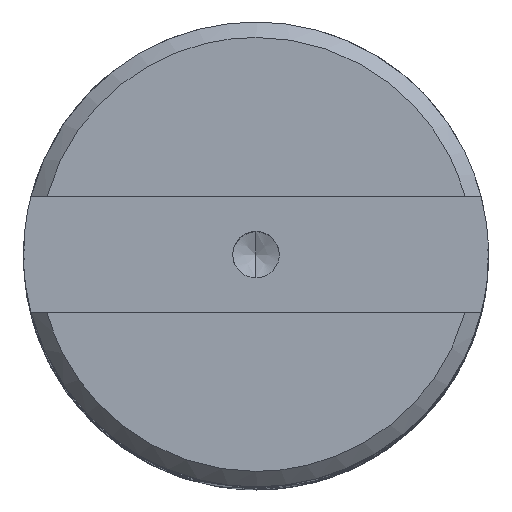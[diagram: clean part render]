
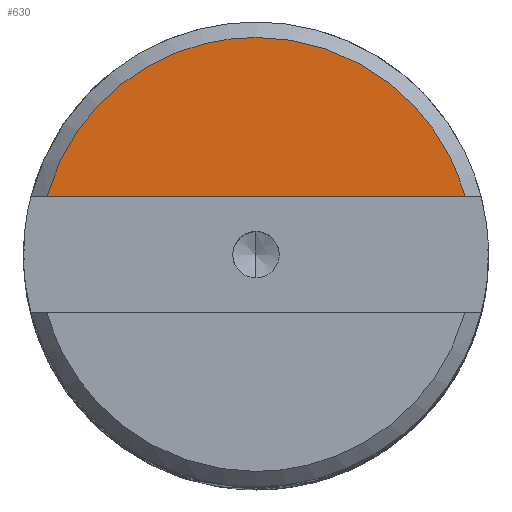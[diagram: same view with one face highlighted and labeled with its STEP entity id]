
A CAD part, top view. The second image highlights one B-rep face of the part: STEP entity #630.
In plain terms, the highlighted free-form (B-spline) face has degree [1, 1] with [2, 2] control points.
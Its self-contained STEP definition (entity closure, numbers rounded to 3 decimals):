
#38 = EDGE_LOOP ( 'NONE', ( #418, #709, #108 ) ) ;
#75 = CARTESIAN_POINT ( 'NONE',  ( 3107.937, 2079.404, 471.25 ) ) ;
#108 = ORIENTED_EDGE ( 'NONE', *, *, #1030, .F. ) ;
#192 = CARTESIAN_POINT ( 'NONE',  ( 3119.336, 2038.404, 471.25 ) ) ;
#239 = FACE_OUTER_BOUND ( 'NONE', #38, .T. ) ;
#274 = CARTESIAN_POINT ( 'NONE',  ( 3011.428, 2038.404, 471.25 ) ) ;
#342 = B_SPLINE_SURFACE_WITH_KNOTS ( 'NONE', 1, 1, ( 
 ( #722, #1252 ),
 ( #698, #1036 ) ),
 .UNSPECIFIED., .F., .F., .F.,
 ( 2, 2 ),
 ( 2, 2 ),
 ( -56.112, 56.112 ),
 ( -56.82, -14.18 ),
 .UNSPECIFIED. ) ;
#345 =( BOUNDED_CURVE ( )  B_SPLINE_CURVE ( 2, ( #650, #75, #192 ),
 .UNSPECIFIED., .F., .T. ) 
 B_SPLINE_CURVE_WITH_KNOTS ( ( 3, 3 ),
 ( 74.463, 148.926 ),
 .UNSPECIFIED. ) 
 CURVE ( )  GEOMETRIC_REPRESENTATION_ITEM ( )  RATIONAL_B_SPLINE_CURVE ( ( 1., 0.761, 0.913 ) ) 
 REPRESENTATION_ITEM ( '' )  );
#387 = VERTEX_POINT ( 'NONE', #752 ) ;
#400 = CARTESIAN_POINT ( 'NONE',  ( 3065.382, 2079.404, 471.25 ) ) ;
#418 = ORIENTED_EDGE ( 'NONE', *, *, #1255, .F. ) ;
#447 = B_SPLINE_CURVE_WITH_KNOTS ( 'NONE', 1,
 ( #1035, #1371 ),
 .UNSPECIFIED., .F., .F.,
 ( 2, 2 ),
 ( 0., 1. ),
 .UNSPECIFIED. ) ;
#513 =( BOUNDED_CURVE ( )  B_SPLINE_CURVE ( 2, ( #274, #804, #400 ),
 .UNSPECIFIED., .F., .F. ) 
 B_SPLINE_CURVE_WITH_KNOTS ( ( 3, 3 ),
 ( 0., 74.463 ),
 .UNSPECIFIED. ) 
 CURVE ( )  GEOMETRIC_REPRESENTATION_ITEM ( )  RATIONAL_B_SPLINE_CURVE ( ( 0.913, 0.761, 1. ) ) 
 REPRESENTATION_ITEM ( '' )  );
#630 = ADVANCED_FACE ( 'NONE', ( #239 ), #342, .T. ) ;
#650 = CARTESIAN_POINT ( 'NONE',  ( 3065.382, 2079.404, 471.25 ) ) ;
#698 = CARTESIAN_POINT ( 'NONE',  ( 3009.27, 2080.224, 471.25 ) ) ;
#709 = ORIENTED_EDGE ( 'NONE', *, *, #852, .F. ) ;
#721 = VERTEX_POINT ( 'NONE', #762 ) ;
#722 = CARTESIAN_POINT ( 'NONE',  ( 3121.494, 2080.224, 471.25 ) ) ;
#752 = CARTESIAN_POINT ( 'NONE',  ( 3065.382, 2079.404, 471.25 ) ) ;
#762 = CARTESIAN_POINT ( 'NONE',  ( 3011.428, 2038.404, 471.25 ) ) ;
#804 = CARTESIAN_POINT ( 'NONE',  ( 3022.827, 2079.404, 471.25 ) ) ;
#852 = EDGE_CURVE ( 'NONE', #721, #387, #513, .T. ) ;
#955 = VERTEX_POINT ( 'NONE', #1322 ) ;
#1030 = EDGE_CURVE ( 'NONE', #955, #721, #447, .T. ) ;
#1035 = CARTESIAN_POINT ( 'NONE',  ( 3119.336, 2038.404, 471.25 ) ) ;
#1036 = CARTESIAN_POINT ( 'NONE',  ( 3009.27, 2037.584, 471.25 ) ) ;
#1252 = CARTESIAN_POINT ( 'NONE',  ( 3121.494, 2037.584, 471.25 ) ) ;
#1255 = EDGE_CURVE ( 'NONE', #387, #955, #345, .T. ) ;
#1322 = CARTESIAN_POINT ( 'NONE',  ( 3119.336, 2038.404, 471.25 ) ) ;
#1371 = CARTESIAN_POINT ( 'NONE',  ( 3011.428, 2038.404, 471.25 ) ) ;
